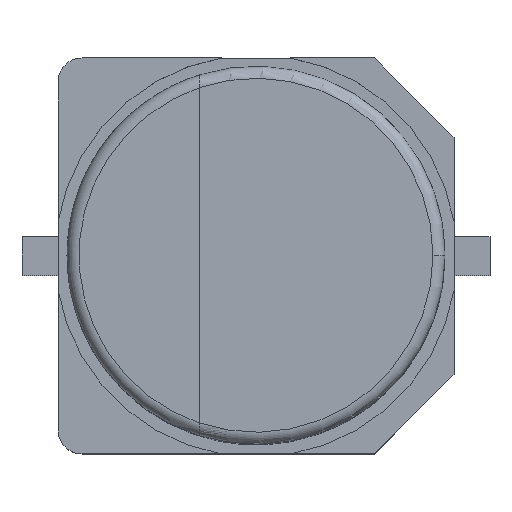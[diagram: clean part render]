
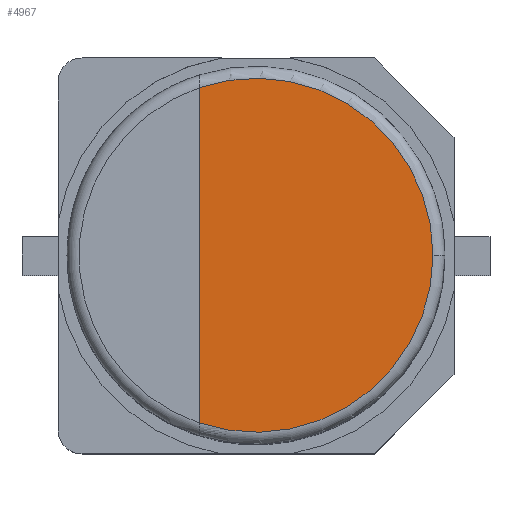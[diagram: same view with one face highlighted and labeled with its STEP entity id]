
A CAD part, top view. The second image highlights one B-rep face of the part: STEP entity #4967.
In plain terms, the highlighted planar face has unit normal (0, 0, 1).
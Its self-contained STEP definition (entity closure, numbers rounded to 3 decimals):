
#2675 = TOROIDAL_SURFACE('',#2676,2.065,0.14);
#2676 = AXIS2_PLACEMENT_3D('',#2677,#2678,#2679);
#2677 = CARTESIAN_POINT('',(0.,0.,5.25)
  );
#2678 = DIRECTION('',(0.,0.,1.));
#2679 = DIRECTION('',(1.,0.,0.));
#2863 = TOROIDAL_SURFACE('',#2864,2.065,0.14);
#2864 = AXIS2_PLACEMENT_3D('',#2865,#2866,#2867);
#2865 = CARTESIAN_POINT('',(0.,0.,5.25)
  );
#2866 = DIRECTION('',(0.,0.,1.));
#2867 = DIRECTION('',(1.,0.,0.));
#3008 = EDGE_CURVE('',#3009,#3011,#3013,.T.);
#3009 = VERTEX_POINT('',#3010);
#3010 = CARTESIAN_POINT('',(2.065,0.,5.39));
#3011 = VERTEX_POINT('',#3012);
#3012 = CARTESIAN_POINT('',(-0.662,-1.956,5.39));
#3013 = SURFACE_CURVE('',#3014,(#3019,#3025),.PCURVE_S1.);
#3014 = CIRCLE('',#3015,2.065);
#3015 = AXIS2_PLACEMENT_3D('',#3016,#3017,#3018);
#3016 = CARTESIAN_POINT('',(0.,0.,5.39)
  );
#3017 = DIRECTION('',(0.,-0.,-1.));
#3018 = DIRECTION('',(1.,0.,0.));
#3019 = PCURVE('',#2675,#3020);
#3020 = DEFINITIONAL_REPRESENTATION('',(#3021),#3024);
#3021 = B_SPLINE_CURVE_WITH_KNOTS('',1,(#3022,#3023),.UNSPECIFIED.,.F.,
  .F.,(2,2),(0.,1.897),.PIECEWISE_BEZIER_KNOTS.);
#3022 = CARTESIAN_POINT('',(6.283,1.571));
#3023 = CARTESIAN_POINT('',(4.386,1.571));
#3024 = ( GEOMETRIC_REPRESENTATION_CONTEXT(2) 
PARAMETRIC_REPRESENTATION_CONTEXT() REPRESENTATION_CONTEXT('2D SPACE',''
  ) );
#3025 = PCURVE('',#3026,#3031);
#3026 = PLANE('',#3027);
#3027 = AXIS2_PLACEMENT_3D('',#3028,#3029,#3030);
#3028 = CARTESIAN_POINT('',(0.,0.,5.39)
  );
#3029 = DIRECTION('',(0.,0.,-1.));
#3030 = DIRECTION('',(1.,0.,0.));
#3031 = DEFINITIONAL_REPRESENTATION('',(#3032),#3036);
#3032 = CIRCLE('',#3033,2.065);
#3033 = AXIS2_PLACEMENT_2D('',#3034,#3035);
#3034 = CARTESIAN_POINT('',(0.,0.));
#3035 = DIRECTION('',(1.,0.));
#3036 = ( GEOMETRIC_REPRESENTATION_CONTEXT(2) 
PARAMETRIC_REPRESENTATION_CONTEXT() REPRESENTATION_CONTEXT('2D SPACE',''
  ) );
#3202 = PLANE('',#3203);
#3203 = AXIS2_PLACEMENT_3D('',#3204,#3205,#3206);
#3204 = CARTESIAN_POINT('',(-0.662,-2.205,5.25));
#3205 = DIRECTION('',(1.,0.,0.));
#3206 = DIRECTION('',(0.,0.,1.));
#4629 = VERTEX_POINT('',#4630);
#4630 = CARTESIAN_POINT('',(-0.662,1.956,5.39));
#4945 = EDGE_CURVE('',#4629,#3009,#4946,.T.);
#4946 = SURFACE_CURVE('',#4947,(#4952,#4958),.PCURVE_S1.);
#4947 = CIRCLE('',#4948,2.065);
#4948 = AXIS2_PLACEMENT_3D('',#4949,#4950,#4951);
#4949 = CARTESIAN_POINT('',(0.,0.,5.39)
  );
#4950 = DIRECTION('',(0.,-0.,-1.));
#4951 = DIRECTION('',(1.,0.,0.));
#4952 = PCURVE('',#2863,#4953);
#4953 = DEFINITIONAL_REPRESENTATION('',(#4954),#4957);
#4954 = B_SPLINE_CURVE_WITH_KNOTS('',1,(#4955,#4956),.UNSPECIFIED.,.F.,
  .F.,(2,2),(4.386,6.283),.PIECEWISE_BEZIER_KNOTS.);
#4955 = CARTESIAN_POINT('',(1.897,1.571));
#4956 = CARTESIAN_POINT('',(0.,1.571));
#4957 = ( GEOMETRIC_REPRESENTATION_CONTEXT(2) 
PARAMETRIC_REPRESENTATION_CONTEXT() REPRESENTATION_CONTEXT('2D SPACE',''
  ) );
#4958 = PCURVE('',#3026,#4959);
#4959 = DEFINITIONAL_REPRESENTATION('',(#4960),#4964);
#4960 = CIRCLE('',#4961,2.065);
#4961 = AXIS2_PLACEMENT_2D('',#4962,#4963);
#4962 = CARTESIAN_POINT('',(0.,0.));
#4963 = DIRECTION('',(1.,0.));
#4964 = ( GEOMETRIC_REPRESENTATION_CONTEXT(2) 
PARAMETRIC_REPRESENTATION_CONTEXT() REPRESENTATION_CONTEXT('2D SPACE',''
  ) );
#4967 = ADVANCED_FACE('',(#4968),#3026,.F.);
#4968 = FACE_BOUND('',#4969,.F.);
#4969 = EDGE_LOOP('',(#4970,#4971,#4972));
#4970 = ORIENTED_EDGE('',*,*,#4945,.T.);
#4971 = ORIENTED_EDGE('',*,*,#3008,.T.);
#4972 = ORIENTED_EDGE('',*,*,#4973,.T.);
#4973 = EDGE_CURVE('',#3011,#4629,#4974,.T.);
#4974 = SURFACE_CURVE('',#4975,(#4979,#4986),.PCURVE_S1.);
#4975 = LINE('',#4976,#4977);
#4976 = CARTESIAN_POINT('',(-0.662,-2.205,5.39));
#4977 = VECTOR('',#4978,1.);
#4978 = DIRECTION('',(0.,1.,0.));
#4979 = PCURVE('',#3026,#4980);
#4980 = DEFINITIONAL_REPRESENTATION('',(#4981),#4985);
#4981 = LINE('',#4982,#4983);
#4982 = CARTESIAN_POINT('',(-0.662,2.205));
#4983 = VECTOR('',#4984,1.);
#4984 = DIRECTION('',(0.,-1.));
#4985 = ( GEOMETRIC_REPRESENTATION_CONTEXT(2) 
PARAMETRIC_REPRESENTATION_CONTEXT() REPRESENTATION_CONTEXT('2D SPACE',''
  ) );
#4986 = PCURVE('',#3202,#4987);
#4987 = DEFINITIONAL_REPRESENTATION('',(#4988),#4992);
#4988 = LINE('',#4989,#4990);
#4989 = CARTESIAN_POINT('',(0.14,0.));
#4990 = VECTOR('',#4991,1.);
#4991 = DIRECTION('',(0.,-1.));
#4992 = ( GEOMETRIC_REPRESENTATION_CONTEXT(2) 
PARAMETRIC_REPRESENTATION_CONTEXT() REPRESENTATION_CONTEXT('2D SPACE',''
  ) );
